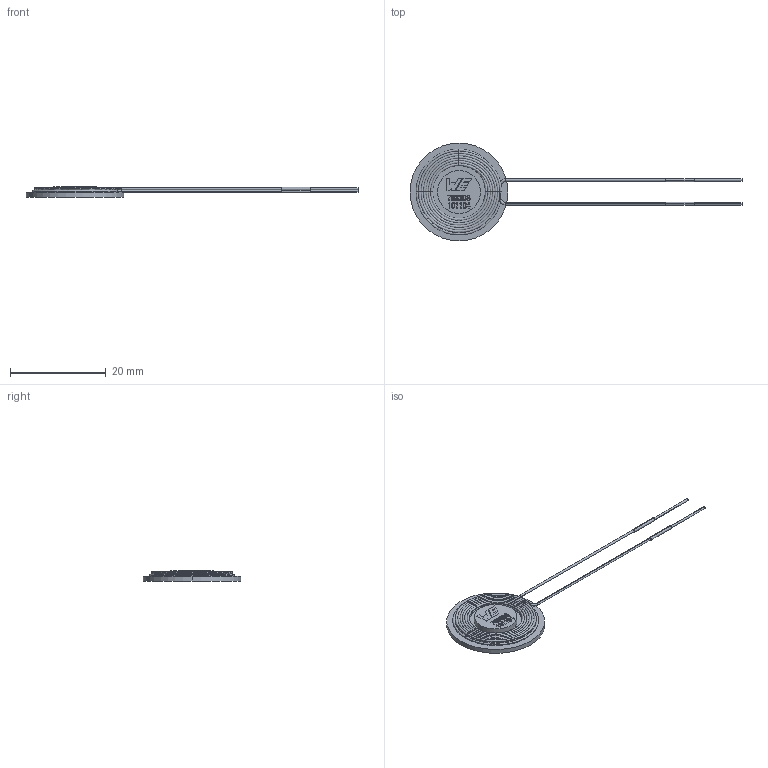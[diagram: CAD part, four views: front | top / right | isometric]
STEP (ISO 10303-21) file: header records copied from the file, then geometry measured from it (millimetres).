
FILE_DESCRIPTION (( 'STEP AP214' ), '1' );
FILE_NAME ('760308101104 (rev1).STEP', '2023-01-18T21:26:59', ( '' ), ( '' ), 'SwSTEP 2.0', 'SolidWorks 2022', '' );
FILE_SCHEMA (( 'AUTOMOTIVE_DESIGN' ));
Length unit declared in the file: millimetre
Products named in the file (3): Ferrite_1; Winding_1; 760308101104 (rev1)
Assembly tree (2 placements, depth 2):
  760308101104 (rev1)
    Ferrite_1
    Winding_1
Bounding box: 69.5 x 20.5 x 2.16 mm (x, y, z)
Volume: 528.3 mm3; surface area: 1792.8 mm2
Topology: 2 solids, 2 shells, 238 faces, 557 edges, 346 vertices
Faces by surface type: bspline 118, plane 100, cylinder 20
Entity records: 13784 total; most frequent: CARTESIAN_POINT 8412, ORIENTED_EDGE 1114, DIRECTION 881, EDGE_CURVE 557, VERTEX_POINT 346, AXIS2_PLACEMENT_3D 309, EDGE_LOOP 265, LINE 263
